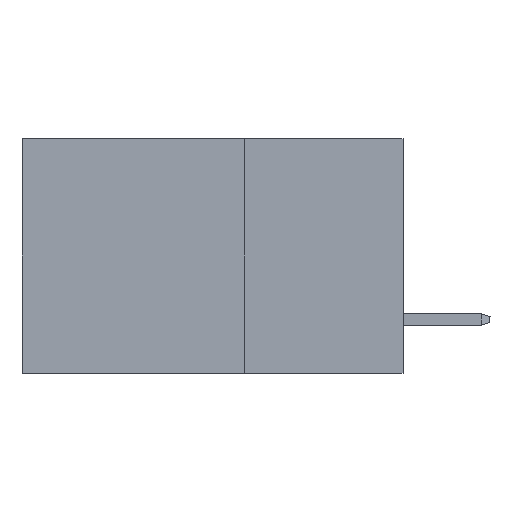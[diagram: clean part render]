
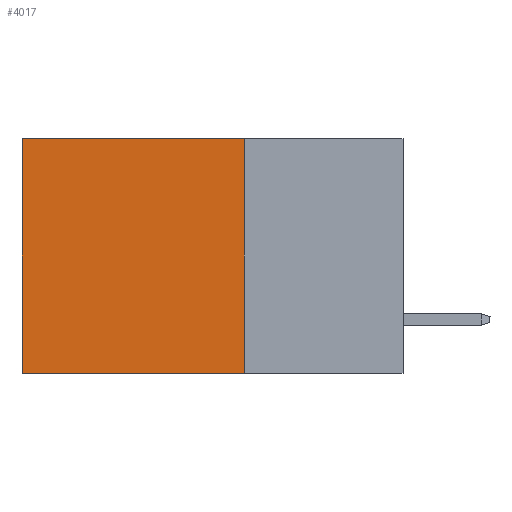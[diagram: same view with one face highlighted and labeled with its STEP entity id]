
A CAD part, left-side view. The second image highlights one B-rep face of the part: STEP entity #4017.
In plain terms, the highlighted planar face has unit normal (-1, 0, 0).
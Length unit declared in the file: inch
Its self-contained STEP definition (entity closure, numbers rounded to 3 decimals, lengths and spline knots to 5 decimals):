
#486 = VERTEX_POINT ( 'NONE', #3174 ) ;
#982 = PLANE ( 'NONE',  #15979 ) ;
#2416 = DIRECTION ( 'NONE',  ( 0., 0., -1. ) ) ;
#3174 = CARTESIAN_POINT ( 'NONE',  ( 0.2875, 0.6, -0.37 ) ) ;
#4017 = ADVANCED_FACE ( 'NONE', ( #4742 ), #982, .F. ) ;
#4742 = FACE_OUTER_BOUND ( 'NONE', #12855, .T. ) ;
#7915 = ORIENTED_EDGE ( 'NONE', *, *, #19513, .F. ) ;
#10067 = EDGE_CURVE ( 'NONE', #13086, #486, #36752, .T. ) ;
#10564 = CARTESIAN_POINT ( 'NONE',  ( 0.2875, 0.25, 0. ) ) ;
#12683 = LINE ( 'NONE', #32960, #25836 ) ;
#12722 = CARTESIAN_POINT ( 'NONE',  ( 0.2875, 0.25, -0.37 ) ) ;
#12855 = EDGE_LOOP ( 'NONE', ( #27241, #7915, #24273, #22341 ) ) ;
#13086 = VERTEX_POINT ( 'NONE', #23329 ) ;
#13601 = LINE ( 'NONE', #20279, #28407 ) ;
#13818 = DIRECTION ( 'NONE',  ( 0., 1., 0. ) ) ;
#14533 = VECTOR ( 'NONE', #23253, 39.37008 ) ;
#14712 = VERTEX_POINT ( 'NONE', #10564 ) ;
#15979 = AXIS2_PLACEMENT_3D ( 'NONE', #25037, #32150, #21266 ) ;
#19513 = EDGE_CURVE ( 'NONE', #31545, #486, #13601, .T. ) ;
#20033 = DIRECTION ( 'NONE',  ( 0., 0., -1. ) ) ;
#20279 = CARTESIAN_POINT ( 'NONE',  ( 0.2875, 0.25, -0.37 ) ) ;
#21266 = DIRECTION ( 'NONE',  ( 0., 0., -1. ) ) ;
#22341 = ORIENTED_EDGE ( 'NONE', *, *, #36047, .T. ) ;
#23253 = DIRECTION ( 'NONE',  ( 0., 1., 0. ) ) ;
#23329 = CARTESIAN_POINT ( 'NONE',  ( 0.2875, 0.6, 0. ) ) ;
#24273 = ORIENTED_EDGE ( 'NONE', *, *, #29103, .F. ) ;
#25037 = CARTESIAN_POINT ( 'NONE',  ( 0.2875, 0.25, 0. ) ) ;
#25836 = VECTOR ( 'NONE', #2416, 39.37008 ) ;
#27241 = ORIENTED_EDGE ( 'NONE', *, *, #10067, .T. ) ;
#28407 = VECTOR ( 'NONE', #13818, 39.37008 ) ;
#29103 = EDGE_CURVE ( 'NONE', #14712, #31545, #12683, .T. ) ;
#31545 = VERTEX_POINT ( 'NONE', #12722 ) ;
#32150 = DIRECTION ( 'NONE',  ( 1., 0., 0. ) ) ;
#32960 = CARTESIAN_POINT ( 'NONE',  ( 0.2875, 0.25, 0. ) ) ;
#33297 = LINE ( 'NONE', #42874, #14533 ) ;
#36047 = EDGE_CURVE ( 'NONE', #14712, #13086, #33297, .T. ) ;
#36752 = LINE ( 'NONE', #43221, #41450 ) ;
#41450 = VECTOR ( 'NONE', #20033, 39.37008 ) ;
#42874 = CARTESIAN_POINT ( 'NONE',  ( 0.2875, 0.25, 0. ) ) ;
#43221 = CARTESIAN_POINT ( 'NONE',  ( 0.2875, 0.6, 0. ) ) ;
